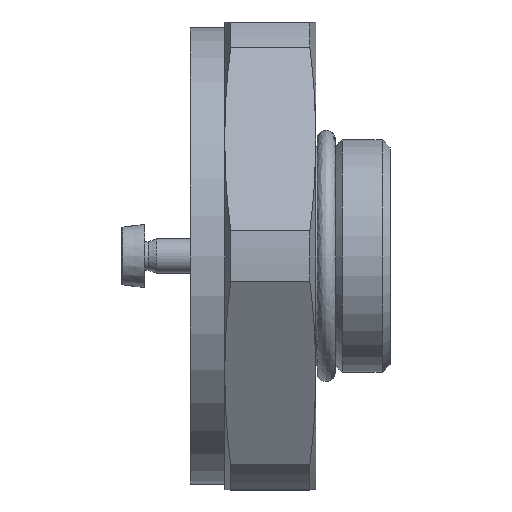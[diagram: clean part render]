
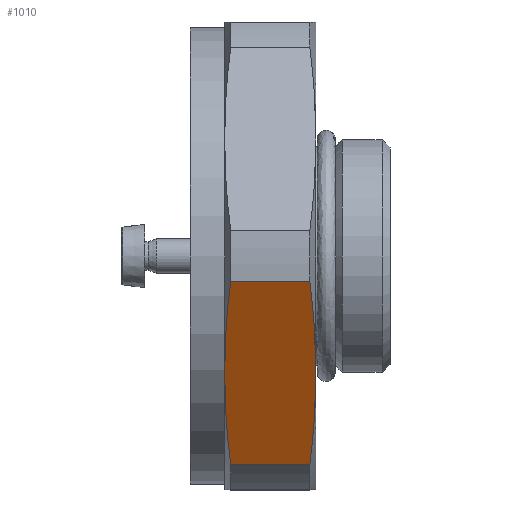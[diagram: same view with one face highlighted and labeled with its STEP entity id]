
A CAD part, left-side view. The second image highlights one B-rep face of the part: STEP entity #1010.
In plain terms, the highlighted planar face has unit normal (-0.866, 0, -0.5).
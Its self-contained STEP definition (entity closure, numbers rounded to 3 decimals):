
#830=(
BOUNDED_CURVE()
B_SPLINE_CURVE(2,(#4917,#4918,#4919),.UNSPECIFIED.,.F.,.F.)
B_SPLINE_CURVE_WITH_KNOTS((3,3),(0.,1.),.UNSPECIFIED.)
CURVE()
GEOMETRIC_REPRESENTATION_ITEM()
RATIONAL_B_SPLINE_CURVE((1.,1.049,1.049))
REPRESENTATION_ITEM('')
);
#833=(
BOUNDED_CURVE()
B_SPLINE_CURVE(2,(#4928,#4929,#4930),.UNSPECIFIED.,.F.,.F.)
B_SPLINE_CURVE_WITH_KNOTS((3,3),(0.,1.),.UNSPECIFIED.)
CURVE()
GEOMETRIC_REPRESENTATION_ITEM()
RATIONAL_B_SPLINE_CURVE((1.049,1.049,1.))
REPRESENTATION_ITEM('')
);
#835=(
BOUNDED_CURVE()
B_SPLINE_CURVE(2,(#4946,#4947,#4948),.UNSPECIFIED.,.F.,.F.)
B_SPLINE_CURVE_WITH_KNOTS((3,3),(0.,1.),.UNSPECIFIED.)
CURVE()
GEOMETRIC_REPRESENTATION_ITEM()
RATIONAL_B_SPLINE_CURVE((1.049,1.049,1.))
REPRESENTATION_ITEM('')
);
#836=(
BOUNDED_CURVE()
B_SPLINE_CURVE(2,(#4950,#4951,#4952),.UNSPECIFIED.,.F.,.F.)
B_SPLINE_CURVE_WITH_KNOTS((3,3),(0.,1.),.UNSPECIFIED.)
CURVE()
GEOMETRIC_REPRESENTATION_ITEM()
RATIONAL_B_SPLINE_CURVE((1.,1.049,1.049))
REPRESENTATION_ITEM('')
);
#902=FACE_OUTER_BOUND('',#1345,.T.);
#1010=ADVANCED_FACE('',(#902),#1108,.T.);
#1108=PLANE('',#3549);
#1345=EDGE_LOOP('',(#1726,#1727,#1728,#1729,#1730,#1731));
#1726=ORIENTED_EDGE('',*,*,#2314,.T.);
#1727=ORIENTED_EDGE('',*,*,#2311,.T.);
#1728=ORIENTED_EDGE('',*,*,#2315,.T.);
#1729=ORIENTED_EDGE('',*,*,#2307,.T.);
#1730=ORIENTED_EDGE('',*,*,#2300,.T.);
#1731=ORIENTED_EDGE('',*,*,#2304,.T.);
#1992=VERTEX_POINT('',#4664);
#2069=VERTEX_POINT('',#4909);
#2070=VERTEX_POINT('',#4910);
#2073=VERTEX_POINT('',#4931);
#2076=VERTEX_POINT('',#4938);
#2077=VERTEX_POINT('',#4940);
#2300=EDGE_CURVE('',#2069,#2070,#2959,.T.);
#2304=EDGE_CURVE('',#2070,#1992,#830,.T.);
#2307=EDGE_CURVE('',#2073,#2069,#833,.T.);
#2311=EDGE_CURVE('',#2077,#2076,#2962,.T.);
#2314=EDGE_CURVE('',#1992,#2077,#835,.T.);
#2315=EDGE_CURVE('',#2076,#2073,#836,.T.);
#2959=LINE('',#4908,#3127);
#2962=LINE('',#4939,#3130);
#3127=VECTOR('',#4010,1.);
#3130=VECTOR('',#4029,1.);
#3549=AXIS2_PLACEMENT_3D('',#4953,#4036,#4037);
#4010=DIRECTION('',(0.,-1.,0.));
#4029=DIRECTION('',(0.,1.,0.));
#4036=DIRECTION('',(-0.866,0.,-0.5));
#4037=DIRECTION('',(0.5,0.,-0.866));
#4664=CARTESIAN_POINT('',(-17.754,-8.,-10.25));
#4908=CARTESIAN_POINT('',(-13.117,-0.536,-18.281));
#4909=CARTESIAN_POINT('',(-13.117,-0.536,-18.281));
#4910=CARTESIAN_POINT('',(-13.117,-7.464,-18.281));
#4917=CARTESIAN_POINT('',(-13.117,-7.464,-18.281));
#4918=CARTESIAN_POINT('',(-15.543,-8.,-14.079));
#4919=CARTESIAN_POINT('',(-17.754,-8.,-10.25));
#4928=CARTESIAN_POINT('',(-17.754,0.,-10.25));
#4929=CARTESIAN_POINT('',(-15.543,0.,-14.079));
#4930=CARTESIAN_POINT('',(-13.117,-0.536,-18.281));
#4931=CARTESIAN_POINT('',(-17.754,0.,-10.25));
#4938=CARTESIAN_POINT('',(-22.39,-0.536,-2.219));
#4939=CARTESIAN_POINT('',(-22.39,-7.464,-2.219));
#4940=CARTESIAN_POINT('',(-22.39,-7.464,-2.219));
#4946=CARTESIAN_POINT('',(-17.754,-8.,-10.25));
#4947=CARTESIAN_POINT('',(-19.964,-8.,-6.421));
#4948=CARTESIAN_POINT('',(-22.39,-7.464,-2.219));
#4950=CARTESIAN_POINT('',(-22.39,-0.536,-2.219));
#4951=CARTESIAN_POINT('',(-19.964,0.,-6.421));
#4952=CARTESIAN_POINT('',(-17.754,0.,-10.25));
#4953=CARTESIAN_POINT('',(-23.671,0.,0.));
